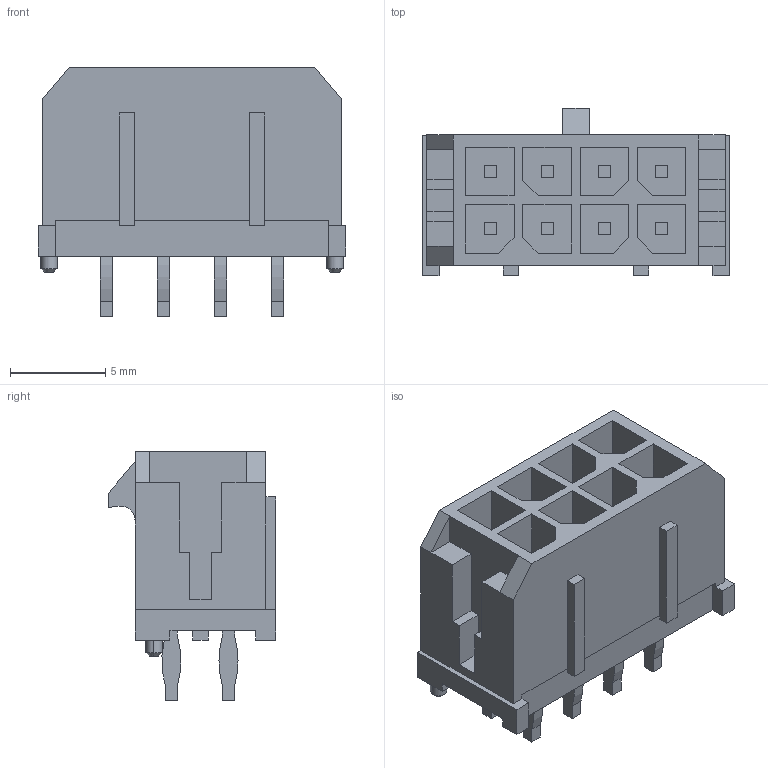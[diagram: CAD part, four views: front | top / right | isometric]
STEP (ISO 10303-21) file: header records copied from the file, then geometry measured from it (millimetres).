
FILE_DESCRIPTION((''),'2;1');
FILE_NAME('449140801','2016-02-26T',('ME'),(''),'PRO/ENGINEER BY PARAMETRIC TECHNOLOGY CORPORATION, 2012310','PRO/ENGINEER BY PARAMETRIC TECHNOLOGY CORPORATION, 2012310','');
FILE_SCHEMA(('CONFIG_CONTROL_DESIGN'));
Length unit declared in the file: millimetre
Products named in the file (1): 449140801
Bounding box: 16.15 x 8.77 x 13.09 mm (x, y, z)
Volume: 669.1 mm3; surface area: 1382.3 mm2
Topology: 9 solids, 9 shells, 252 faces, 671 edges, 455 vertices
Faces by surface type: plane 227, cylinder 21, cone 4
Entity records: 7710 total; most frequent: CARTESIAN_POINT 1348, ORIENTED_EDGE 1284, DIRECTION 1243, EDGE_CURVE 642, VECTOR 605, LINE 605, VERTEX_POINT 424, AXIS2_PLACEMENT_3D 319
